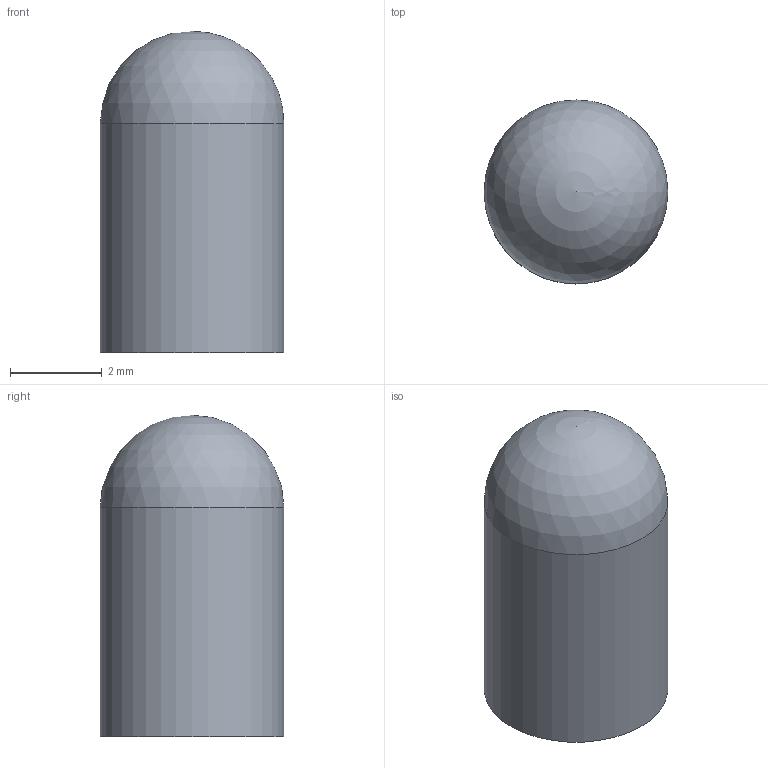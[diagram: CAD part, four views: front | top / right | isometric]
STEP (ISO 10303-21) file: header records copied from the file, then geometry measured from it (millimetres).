
FILE_DESCRIPTION(('FreeCAD Model'),'2;1');
FILE_NAME('RED-LED.step','2019-02-19T15:26:50' ,('kicad StepUp'),('ksu MCAD'),'Open CASCADE STEP processor 7.2', 'FreeCAD','Unknown');
FILE_SCHEMA(('AUTOMOTIVE_DESIGN { 1 0 10303 214 1 1 1 1 }'));
Length unit declared in the file: millimetre
Products named in the file (1): Fusion
Bounding box: 4 x 4 x 7 mm (x, y, z)
Volume: 79.6 mm3; surface area: 100.5 mm2
Topology: 1 solids, 1 shells, 3 faces, 5 edges, 3 vertices
Faces by surface type: plane 1, cylinder 1, sphere 1
Full cylindrical faces by diameter (mm): 4 x1
Entity records: 90 total; most frequent: DIRECTION 15, CARTESIAN_POINT 11, ORIENTED_EDGE 8, AXIS2_PLACEMENT_3D 7, EDGE_CURVE 4, ADVANCED_FACE 3, FACE_BOUND 3, EDGE_LOOP 3
